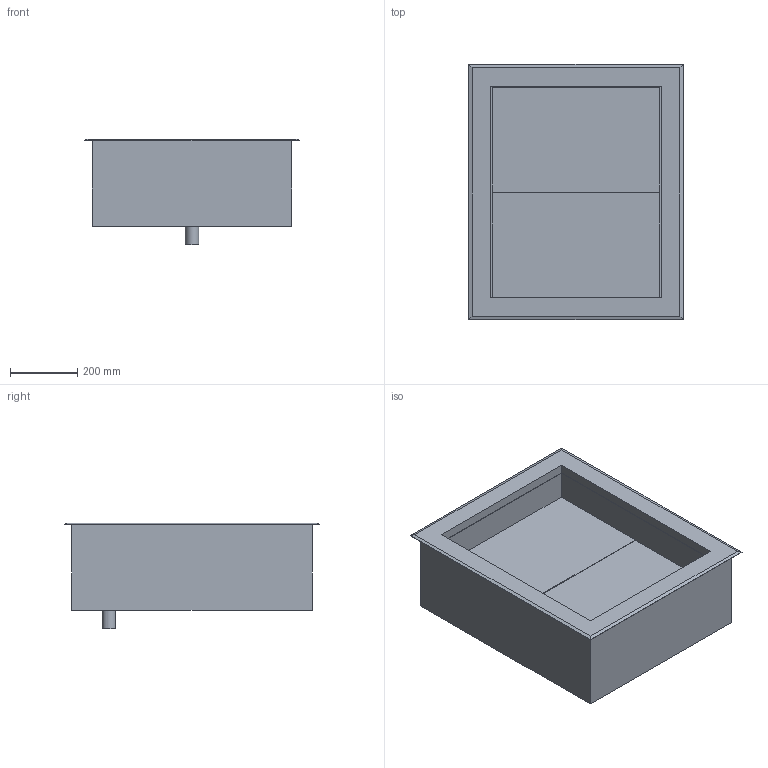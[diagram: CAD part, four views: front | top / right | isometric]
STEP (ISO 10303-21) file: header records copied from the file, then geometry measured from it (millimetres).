
FILE_DESCRIPTION(/* description */ ('Crushed Ice Wanne: ungekühlt'),/* implementation_level */ '2;1');
FILE_NAME(/* name */ '3D-AKE-00003071.stp',/* time_stamp */ '2021-09-29T13:42:59+02:00',/* author */ ('maltrim.rexhaj'),/* organization */ (''),/* preprocessor_version */ 'ST-DEVELOPER v18',/* originating_system */ 'Autodesk Inventor 2020',/* authorisation */ '');
FILE_SCHEMA (('AUTOMOTIVE_DESIGN { 1 0 10303 214 3 1 1 }'));
Length unit declared in the file: millimetre
Products named in the file (1): 3D-AKE-00003071
Bounding box: 640 x 761 x 315 mm (x, y, z)
Volume: 49690101 mm3; surface area: 2836911.6 mm2
Topology: 3 solids, 3 shells, 39 faces, 85 edges, 56 vertices
Faces by surface type: plane 38, cylinder 1
Full cylindrical faces by diameter (mm): 40 x1
Entity records: 1086 total; most frequent: CARTESIAN_POINT 181, ORIENTED_EDGE 170, DIRECTION 169, EDGE_CURVE 85, LINE 81, VECTOR 81, VERTEX_POINT 56, AXIS2_PLACEMENT_3D 44
